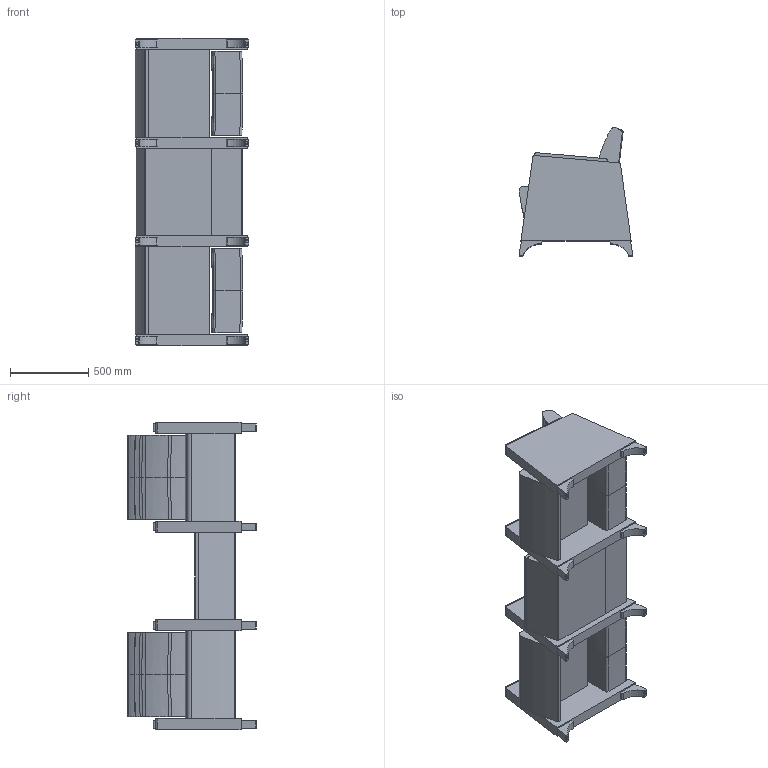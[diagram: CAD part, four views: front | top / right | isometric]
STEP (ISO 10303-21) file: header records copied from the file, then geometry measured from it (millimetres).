
FILE_DESCRIPTION(/* description */ (''),/* implementation_level */ '2;1');
FILE_NAME(/* name */ 'KAU20ITJ (SYMBOL).stp',/* time_stamp */ '2017-03-17T13:20:15-04:00',/* author */ ('emerkel'),/* organization */ (''),/* preprocessor_version */ 'ST-DEVELOPER v16.5',/* originating_system */ 'Autodesk Inventor 2017',/* authorisation */ '');
FILE_SCHEMA (('AUTOMOTIVE_DESIGN { 1 0 10303 214 3 1 1 }'));
Length unit declared in the file: inch
Products named in the file (11): KAU20ITU-W (SYMBOL); KDIT GENERIC; KD UBASE; KDI TOP GENERIC; KOU10 SEAT; KOU10 NEW BACK; KAD UPH ARM; LEG WBO SQ 2-4 (generic); LEG WBO SQ 2-4 (generic)_1; GLIDE W11-16; CM10B MAC FLAT2
Assembly tree (25 placements, depth 3):
  KAU20ITU-W (SYMBOL)
    KDIT GENERIC
      KD UBASE
      KDI TOP GENERIC
    KOU10 SEAT  x2
    KOU10 NEW BACK  x2
    KAD UPH ARM  x4
    LEG WBO SQ 2-4 (generic)  x8
      LEG WBO SQ 2-4 (generic)_1
      GLIDE W11-16
    CM10B MAC FLAT2  x4
Bounding box: 729.47 x 827.42 x 1969.03 mm (x, y, z)
Volume: 377732387.3 mm3; surface area: 10038705.3 mm2
Topology: 38 solids, 38 shells, 512 faces, 1116 edges, 680 vertices
Faces by surface type: plane 171, cone 120, cylinder 119, bspline 90, torus 8, sphere 4
Full cylindrical faces by diameter (mm): 5.842 x16, 8.509 x8, 9.525 x8, 18.263 x8, 19.05 x8
Entity records: 4888 total; most frequent: CARTESIAN_POINT 1572, DIRECTION 642, ORIENTED_EDGE 584, EDGE_CURVE 291, AXIS2_PLACEMENT_3D 270, VERTEX_POINT 190, EDGE_LOOP 166, FACE_OUTER_BOUND 141
